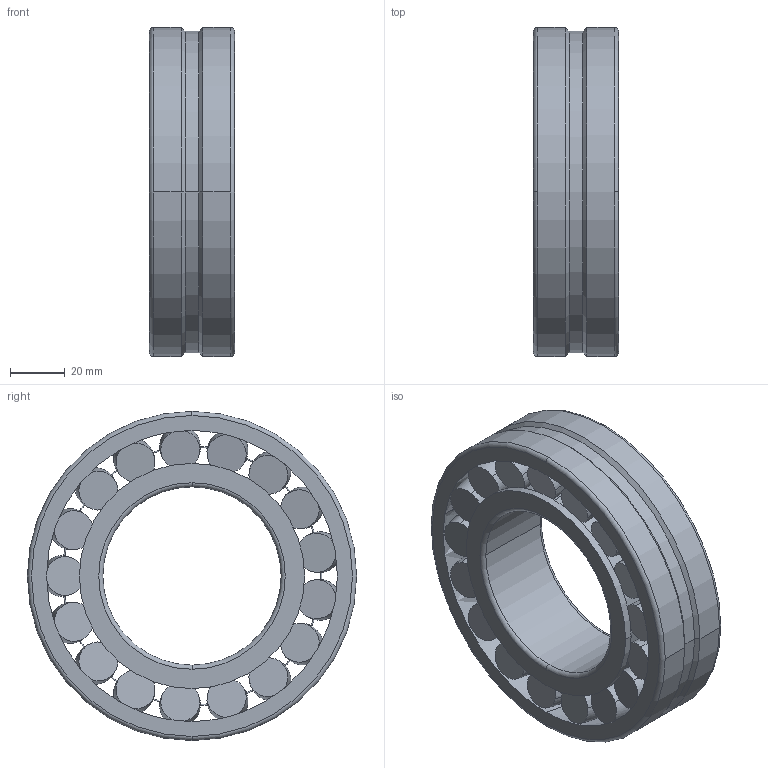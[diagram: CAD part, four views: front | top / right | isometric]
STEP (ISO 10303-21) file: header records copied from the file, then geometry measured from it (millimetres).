
FILE_DESCRIPTION(('STEP AP242'),'1');
FILE_NAME('snr_22213emw33c3_2.stp','2024-11-11T00:25:47',('TraceParts'),('TraceParts S.A.'),'Spatial InterOp 3D',' ',' ');
FILE_SCHEMA(('AP242_MANAGED_MODEL_BASED_3D_ENGINEERING_MIM_LF {1 0 10303 442 1 1 4}'));
Length unit declared in the file: millimetre
Products named in the file (1): snr_22213emw33c3_2_1
Bounding box: 31 x 120 x 120 mm (x, y, z)
Volume: 180204.4 mm3; surface area: 75671.9 mm2
Topology: 4 solids, 4 shells, 246 faces, 658 edges, 479 vertices
Faces by surface type: torus 148, plane 72, cylinder 16, cone 8, sphere 2
Entity records: 12218 total; most frequent: CARTESIAN_POINT 5894, DIRECTION 1371, ORIENTED_EDGE 1308, AXIS2_PLACEMENT_3D 674, EDGE_CURVE 654, VERTEX_POINT 479, CIRCLE 424, EDGE_LOOP 319
